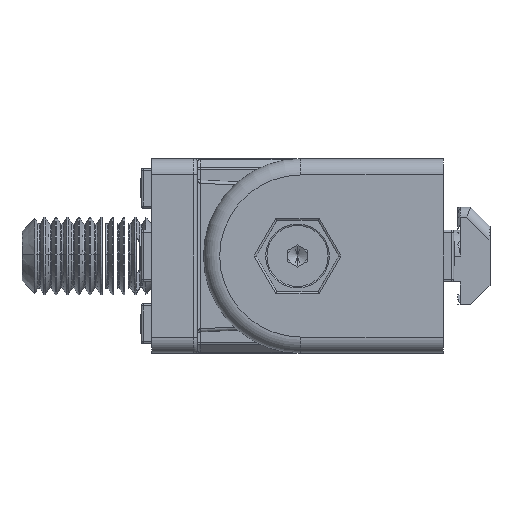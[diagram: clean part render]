
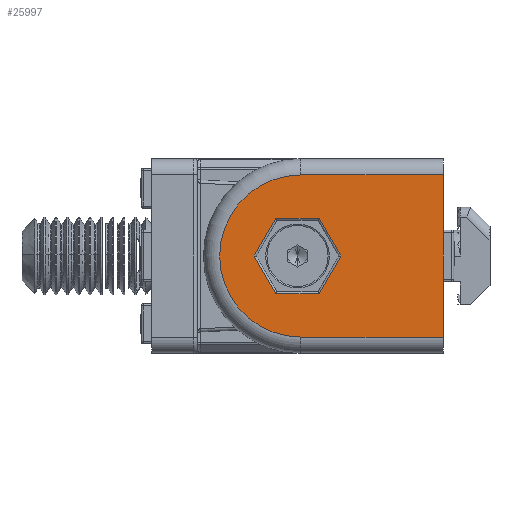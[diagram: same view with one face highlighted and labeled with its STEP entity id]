
A CAD part, left-side view. The second image highlights one B-rep face of the part: STEP entity #25997.
In plain terms, the highlighted planar face has unit normal (-1, 0, 0).
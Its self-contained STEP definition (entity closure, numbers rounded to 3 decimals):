
#3091 = CARTESIAN_POINT ( 'NONE',  ( -20.412, -10.477, 17.161 ) ) ;
#3097 = PLANE ( 'NONE',  #5776 ) ;
#3099 = DIRECTION ( 'NONE',  ( 1., 0., 0. ) ) ;
#3100 = DIRECTION ( 'NONE',  ( 0., 0., -1. ) ) ;
#5613 = EDGE_LOOP ( 'NONE', ( #12778, #12779, #12780, #12781, #12782, #12783 ) ) ;
#5620 = EDGE_LOOP ( 'NONE', ( #12784, #12785, #12786, #12787 ) ) ;
#5776 = AXIS2_PLACEMENT_3D ( 'NONE', #3091, #3099, #3100 ) ;
#12778 = ORIENTED_EDGE ( 'NONE', *, *, #41972, .T. ) ;
#12779 = ORIENTED_EDGE ( 'NONE', *, *, #41984, .T. ) ;
#12780 = ORIENTED_EDGE ( 'NONE', *, *, #41981, .T. ) ;
#12781 = ORIENTED_EDGE ( 'NONE', *, *, #41979, .T. ) ;
#12782 = ORIENTED_EDGE ( 'NONE', *, *, #41977, .T. ) ;
#12783 = ORIENTED_EDGE ( 'NONE', *, *, #41975, .T. ) ;
#12784 = ORIENTED_EDGE ( 'NONE', *, *, #41973, .F. ) ;
#12785 = ORIENTED_EDGE ( 'NONE', *, *, #41974, .T. ) ;
#12786 = ORIENTED_EDGE ( 'NONE', *, *, #41971, .T. ) ;
#12787 = ORIENTED_EDGE ( 'NONE', *, *, #41968, .T. ) ;
#15162 = AXIS2_PLACEMENT_3D ( 'NONE', #22170, #22171, #22172 ) ;
#18528 = CARTESIAN_POINT ( 'NONE',  ( -20.412, -1.675, 2.161 ) ) ;
#18544 = CARTESIAN_POINT ( 'NONE',  ( -20.412, 1.674, -3.639 ) ) ;
#18550 = CARTESIAN_POINT ( 'NONE',  ( -20.412, 11.72, 2.161 ) ) ;
#18551 = CARTESIAN_POINT ( 'NONE',  ( -20.412, -17.477, 14.661 ) ) ;
#18553 = CARTESIAN_POINT ( 'NONE',  ( -20.412, 1.674, 7.961 ) ) ;
#18554 = CARTESIAN_POINT ( 'NONE',  ( -20.412, 8.371, -3.639 ) ) ;
#18704 = CARTESIAN_POINT ( 'NONE',  ( -20.412, 4.523, -10.339 ) ) ;
#18705 = CARTESIAN_POINT ( 'NONE',  ( -20.412, 4.523, 14.661 ) ) ;
#18718 = CARTESIAN_POINT ( 'NONE',  ( -20.412, 8.371, 7.961 ) ) ;
#18719 = CARTESIAN_POINT ( 'NONE',  ( -20.412, -17.477, -10.339 ) ) ;
#21457 = LINE ( 'NONE', #22158, #21460 ) ;
#21460 = VECTOR ( 'NONE', #22159, 1000. ) ;
#21461 = LINE ( 'NONE', #22169, #21467 ) ;
#21462 = CIRCLE ( 'NONE', #15162, 12.5 ) ;
#21463 = LINE ( 'NONE', #22163, #21465 ) ;
#21464 = LINE ( 'NONE', #22180, #21472 ) ;
#21465 = VECTOR ( 'NONE', #22164, 1000. ) ;
#21466 = LINE ( 'NONE', #22175, #21469 ) ;
#21467 = VECTOR ( 'NONE', #22174, 1000. ) ;
#21468 = LINE ( 'NONE', #22177, #21470 ) ;
#21469 = VECTOR ( 'NONE', #22176, 1000. ) ;
#21470 = VECTOR ( 'NONE', #22178, 1000. ) ;
#21471 = LINE ( 'NONE', #22186, #21474 ) ;
#21472 = VECTOR ( 'NONE', #22184, 1000. ) ;
#21473 = LINE ( 'NONE', #22192, #21475 ) ;
#21474 = VECTOR ( 'NONE', #22190, 1000. ) ;
#21475 = VECTOR ( 'NONE', #22196, 1000. ) ;
#21476 = LINE ( 'NONE', #22203, #21478 ) ;
#21478 = VECTOR ( 'NONE', #22206, 1000. ) ;
#22158 = CARTESIAN_POINT ( 'NONE',  ( -20.412, -17.477, -10.339 ) ) ;
#22159 = DIRECTION ( 'NONE',  ( 0., -1., 0. ) ) ;
#22163 = CARTESIAN_POINT ( 'NONE',  ( -20.412, 12.666, 3.799 ) ) ;
#22164 = DIRECTION ( 'NONE',  ( 0., 0.5, 0.866 ) ) ;
#22169 = CARTESIAN_POINT ( 'NONE',  ( -20.412, -17.477, 17.161 ) ) ;
#22170 = CARTESIAN_POINT ( 'NONE',  ( -20.412, 4.523, 2.161 ) ) ;
#22171 = DIRECTION ( 'NONE',  ( -1., 0., 0. ) ) ;
#22172 = DIRECTION ( 'NONE',  ( 0., 0., -1. ) ) ;
#22174 = DIRECTION ( 'NONE',  ( 0., 0., -1. ) ) ;
#22175 = CARTESIAN_POINT ( 'NONE',  ( -20.412, -10.477, 14.661 ) ) ;
#22176 = DIRECTION ( 'NONE',  ( 0., 1., 0. ) ) ;
#22177 = CARTESIAN_POINT ( 'NONE',  ( -20.412, -10.477, -3.639 ) ) ;
#22178 = DIRECTION ( 'NONE',  ( 0., 1., 0. ) ) ;
#22180 = CARTESIAN_POINT ( 'NONE',  ( -20.412, -10.371, 17.223 ) ) ;
#22184 = DIRECTION ( 'NONE',  ( 0., 0.5, -0.866 ) ) ;
#22186 = CARTESIAN_POINT ( 'NONE',  ( -20.412, 2.62, 9.599 ) ) ;
#22190 = DIRECTION ( 'NONE',  ( 0., -0.5, -0.866 ) ) ;
#22192 = CARTESIAN_POINT ( 'NONE',  ( -20.412, -10.477, 7.961 ) ) ;
#22196 = DIRECTION ( 'NONE',  ( 0., -1., 0. ) ) ;
#22203 = CARTESIAN_POINT ( 'NONE',  ( -20.412, -0.325, 23.023 ) ) ;
#22206 = DIRECTION ( 'NONE',  ( 0., -0.5, 0.866 ) ) ;
#25997 = ADVANCED_FACE ( 'NONE', ( #28457, #28460 ), #3097, .F. ) ;
#28457 = FACE_BOUND ( 'NONE', #5613, .T. ) ;
#28460 = FACE_OUTER_BOUND ( 'NONE', #5620, .T. ) ;
#40453 = VERTEX_POINT ( 'NONE', #18528 ) ;
#40469 = VERTEX_POINT ( 'NONE', #18544 ) ;
#40475 = VERTEX_POINT ( 'NONE', #18550 ) ;
#40476 = VERTEX_POINT ( 'NONE', #18551 ) ;
#40478 = VERTEX_POINT ( 'NONE', #18553 ) ;
#40479 = VERTEX_POINT ( 'NONE', #18554 ) ;
#40629 = VERTEX_POINT ( 'NONE', #18704 ) ;
#40630 = VERTEX_POINT ( 'NONE', #18705 ) ;
#40643 = VERTEX_POINT ( 'NONE', #18718 ) ;
#40644 = VERTEX_POINT ( 'NONE', #18719 ) ;
#41968 = EDGE_CURVE ( 'NONE', #40629, #40644, #21457, .T. ) ;
#41971 = EDGE_CURVE ( 'NONE', #40630, #40629, #21462, .T. ) ;
#41972 = EDGE_CURVE ( 'NONE', #40479, #40475, #21463, .T. ) ;
#41973 = EDGE_CURVE ( 'NONE', #40476, #40644, #21461, .T. ) ;
#41974 = EDGE_CURVE ( 'NONE', #40476, #40630, #21466, .T. ) ;
#41975 = EDGE_CURVE ( 'NONE', #40469, #40479, #21468, .T. ) ;
#41977 = EDGE_CURVE ( 'NONE', #40453, #40469, #21464, .T. ) ;
#41979 = EDGE_CURVE ( 'NONE', #40478, #40453, #21471, .T. ) ;
#41981 = EDGE_CURVE ( 'NONE', #40643, #40478, #21473, .T. ) ;
#41984 = EDGE_CURVE ( 'NONE', #40475, #40643, #21476, .T. ) ;
